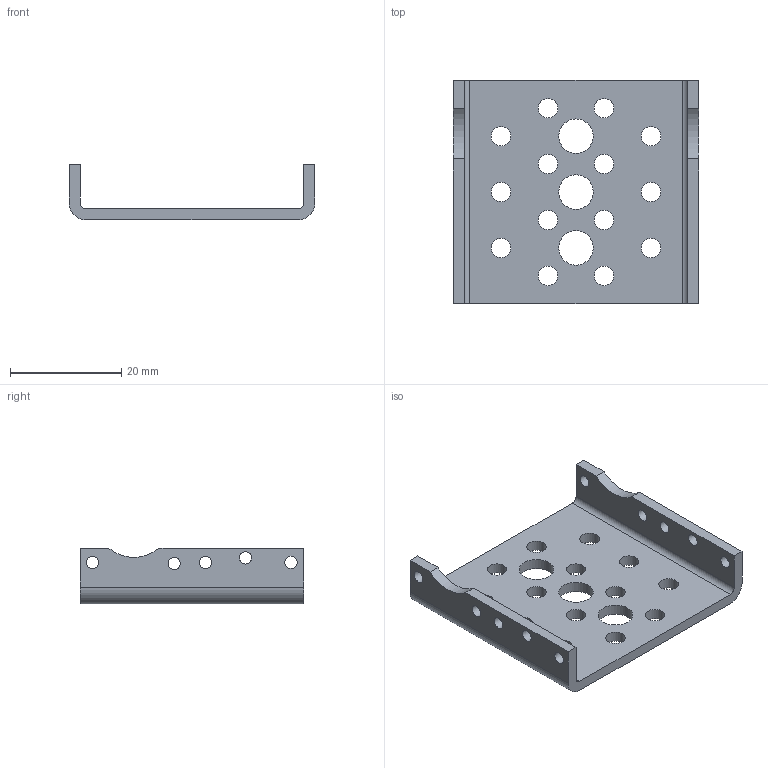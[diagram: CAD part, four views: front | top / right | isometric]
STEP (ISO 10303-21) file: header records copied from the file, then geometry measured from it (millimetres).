
FILE_DESCRIPTION(/* description */ (''),/* implementation_level */ '2;1');
FILE_NAME(/* name */ 'U-Bracket.stp',/* time_stamp */ '2020-04-27T15:07:51+02:00',/* author */ ('Sebi'),/* organization */ (''),/* preprocessor_version */ 'ST-DEVELOPER v17.2',/* originating_system */ 'Autodesk Inventor 2019',/* authorisation */ '');
FILE_SCHEMA (('AUTOMOTIVE_DESIGN { 1 0 10303 214 3 1 1 }'));
Length unit declared in the file: millimetre
Products named in the file (1): Backet_small
Bounding box: 44.2 x 40.2 x 10 mm (x, y, z)
Volume: 4134.7 mm3; surface area: 5095.6 mm2
Topology: 1 solids, 1 shells, 45 faces, 151 edges, 108 vertices
Faces by surface type: cylinder 33, plane 12
Full cylindrical faces by diameter (mm): 2.2 x10, 3.5 x14, 6.2 x3
Entity records: 1878 total; most frequent: DIRECTION 331, CARTESIAN_POINT 305, ORIENTED_EDGE 302, EDGE_CURVE 151, AXIS2_PLACEMENT_3D 134, VERTEX_POINT 108, EDGE_LOOP 99, CIRCLE 88
